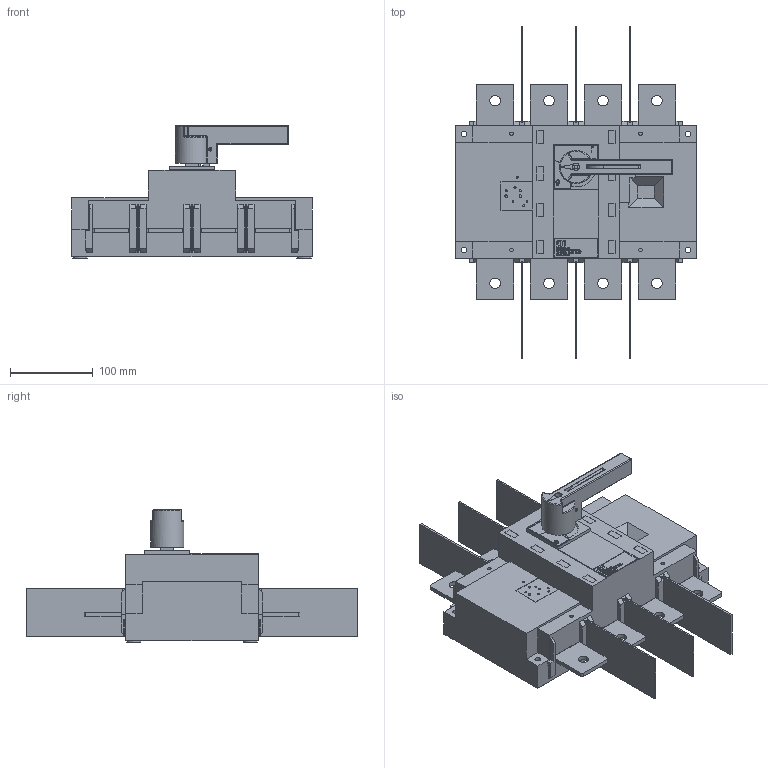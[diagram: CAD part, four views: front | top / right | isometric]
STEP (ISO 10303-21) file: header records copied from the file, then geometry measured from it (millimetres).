
FILE_DESCRIPTION(/* description */ ('Unknown'),/* implementation_level */ '2;1');
FILE_NAME(/* name */ 'LBS 630A 4P',/* time_stamp */ '2017-01-31T10:29:27+01:00',/* author */ ('Unknown'),/* organization */ ('Unknown'),/* preprocessor_version */ 'ST-DEVELOPER v16.7',/* originating_system */ 'DEX',/* authorisation */ $);
FILE_SCHEMA (('AUTOMOTIVE_DESIGN {1 0 10303 214 3 1 1}'));
Length unit declared in the file: millimetre
Products named in the file (4): LBS 630A 4P; SIRCO_4xCD800A; Ecran_sepa_SIRCO_4xCD800A; R¹czka LBS bezpoœrednia 250_630
Assembly tree (8 placements, depth 2):
  LBS 630A 4P
    SIRCO_4xCD800A
    Ecran_sepa_SIRCO_4xCD800A  x6
    R¹czka LBS bezpoœrednia 250_630
Bounding box: 290 x 400 x 160 mm (x, y, z)
Volume: 4055409 mm3; surface area: 351239.5 mm2
Topology: 8 solids, 8 shells, 1269 faces, 3214 edges, 2113 vertices
Faces by surface type: plane 978, cylinder 140, bspline 114, torus 16, cone 11, sphere 10
Full cylindrical faces by diameter (mm): 2 x1, 2.1 x4, 2.5 x3, 3 x3, 4 x1, 4.2 x2, 4.25 x4, 5 x1, 7 x4, 7.7 x4, 8.3 x1, 12.7 x8, 17 x4, 21.15 x1, 21.25 x1
Entity records: 49431 total; most frequent: CARTESIAN_POINT 13034, ORIENTED_EDGE 5862, DIRECTION 5207, EDGE_CURVE 2931, LINE 2351, VECTOR 2351, VERTEX_POINT 1968, EDGE_LOOP 1459
